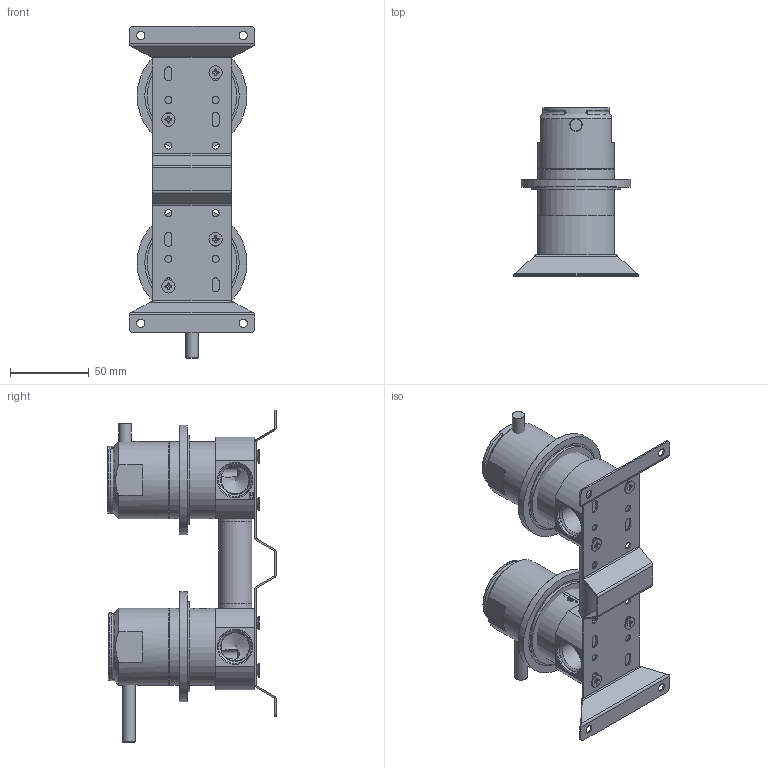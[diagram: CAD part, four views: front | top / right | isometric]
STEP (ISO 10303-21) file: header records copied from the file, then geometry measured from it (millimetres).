
FILE_DESCRIPTION(/* description */ ('Unknown'),/* implementation_level */ '2;1');
FILE_NAME(/* name */ 'AR029L',/* time_stamp */ '2023-02-06T10:37:42+01:00',/* author */ ('Unknown'),/* organization */ ('Unknown'),/* preprocessor_version */ 'ST-DEVELOPER v18.102',/* originating_system */ 'Solid Edge',/* authorisation */ 'Unknown');
FILE_SCHEMA (('AUTOMOTIVE_DESIGN {1 0 10303 214 3 1 1}'));
Length unit declared in the file: millimetre
Products named in the file (33): AR029L-00; AR073-02; AR031-09; AR031-005; AR031-08; AR031-15; VG274; AR003-19; AR031-07; AR031-02; AR029-005; AR031-01; AR029-06; AR031-06; AR031-04; AR031-03; AR031-05; AR004-010; AR004-010-1; AR004-010-2; AR004-010-3; AR004-010-4; AR004-010-5; AR004-010-6; AR004-010-7; AR075-001; CB004-11; AR029-002; AR029-02; AR032-07; AR029-006; AR029-05; AR095-04
Assembly tree (43 placements, depth 3):
  AR029L-00
    AR073-02
    AR031-09  x2
    AR031-005
      AR031-08
      AR031-15
      VG274
      AR003-19
    AR031-07  x2
    AR031-02  x2
    AR029-005
      AR031-01  x2
      AR029-06
    AR031-06  x2
    AR031-04
    AR031-03  x2
    AR031-05  x2
    AR004-010
      AR004-010-1
      AR004-010-2
      AR004-010-3
      AR004-010-4
      AR004-010-5
      AR004-010-6
      AR004-010-7
    AR075-001
    CB004-11
    AR029-002
      AR029-02
      AR032-07
      VG274
    AR029-006
      AR029-05
      AR095-04  x4
Bounding box: 80 x 106.95 x 211 mm (x, y, z)
Volume: 377467.7 mm3; surface area: 193939.4 mm2
Topology: 38 solids, 38 shells, 1483 faces, 3937 edges, 2580 vertices
Faces by surface type: plane 868, cylinder 337, cone 157, torus 79, sphere 24, bspline 18
Full cylindrical faces by diameter (mm): 0.913 x1, 0.916 x1, 3.242 x4, 3.3 x4, 3.537 x4, 4 x5, 4.134 x1, 4.2 x1, 4.5 x8, 4.7 x1, 4.8 x5, 4.917 x1, 5 x6, 5.1 x1, 5.25 x4, 6 x3, 6.5 x6, 7.5 x1, 7.9 x1, 8 x2, 8.05 x1, 8.2 x2, 8.4 x4, 9 x2, 10 x2, 14 x1, 14.2 x1, 15 x1, 18 x4, 18.631 x6
Entity records: 36984 total; most frequent: CARTESIAN_POINT 6912, DIRECTION 5027, ORIENTED_EDGE 4610, EDGE_CURVE 2305, AXIS2_PLACEMENT_3D 1995, VERTEX_POINT 1637, FACE_BOUND 1378, EDGE_LOOP 1363
